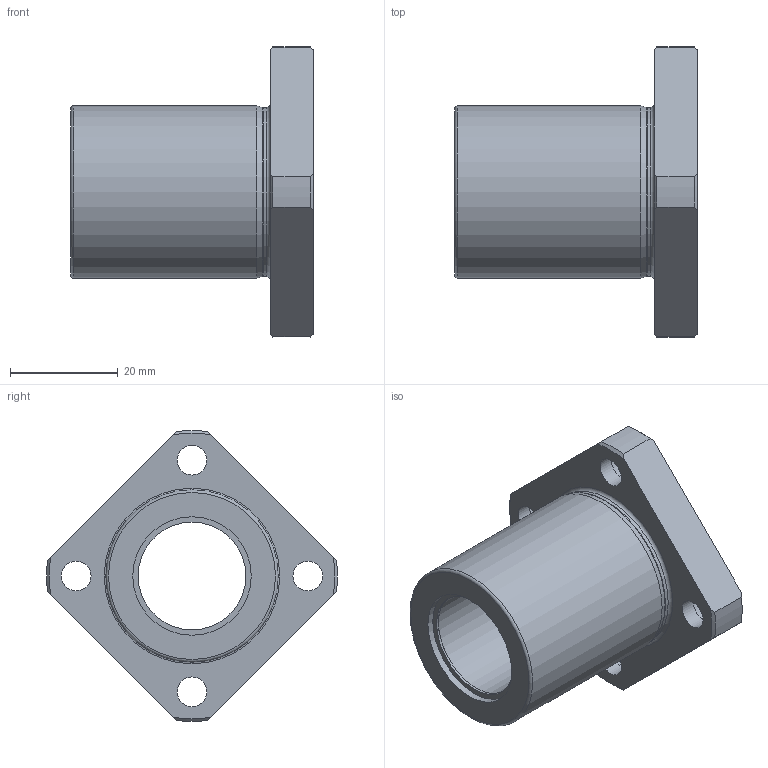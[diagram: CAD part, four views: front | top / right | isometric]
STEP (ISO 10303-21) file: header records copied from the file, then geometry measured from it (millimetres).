
FILE_DESCRIPTION(/* description */ ('Flansch Linearlager / Quadratflansch / Stahlkäfig'),/* implementation_level */ '2;1');
FILE_NAME(/* name */ '101537-0.step',/* time_stamp */ '2021-09-03T09:50:49+02:00',/* author */ ('tpomodeler'),/* organization */ (''),/* preprocessor_version */ 'ST-DEVELOPER v18.1',/* originating_system */ 'Autodesk Inventor 2021',/* authorisation */ '');
FILE_SCHEMA (('AUTOMOTIVE_DESIGN { 1 0 10303 214 3 1 1 }'));
Length unit declared in the file: millimetre
Products named in the file (1): leer
Bounding box: 45 x 53.97 x 53.97 mm (x, y, z)
Volume: 27770.7 mm3; surface area: 12191.9 mm2
Topology: 1 solids, 1 shells, 54 faces, 116 edges, 77 vertices
Faces by surface type: cylinder 23, plane 19, cone 9, torus 3
Full cylindrical faces by diameter (mm): 5.5 x4, 9 x4, 20 x4, 22 x1, 24 x4, 31.4 x1, 32 x1
Entity records: 1539 total; most frequent: CARTESIAN_POINT 280, DIRECTION 274, ORIENTED_EDGE 232, AXIS2_PLACEMENT_3D 119, EDGE_CURVE 116, EDGE_LOOP 77, VERTEX_POINT 77, CIRCLE 64
